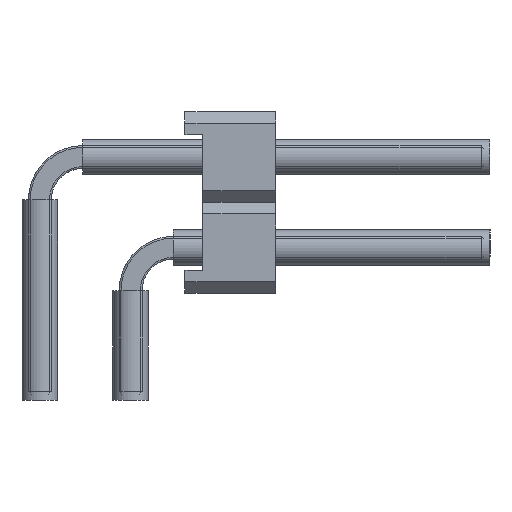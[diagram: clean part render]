
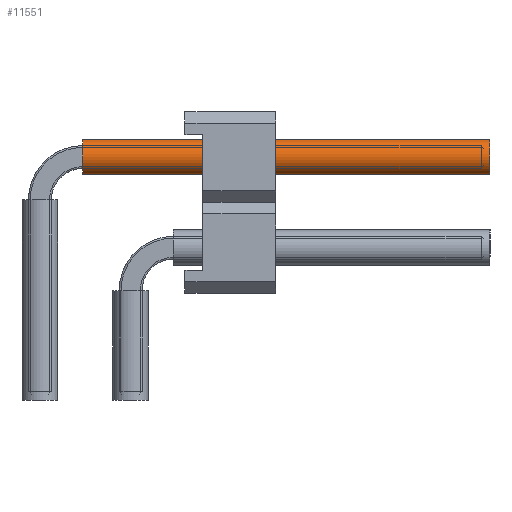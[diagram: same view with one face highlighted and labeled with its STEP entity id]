
A CAD part, left-side view. The second image highlights one B-rep face of the part: STEP entity #11551.
In plain terms, the highlighted cylindrical face has radius 0.5 mm (diameter 1 mm), a full revolution.
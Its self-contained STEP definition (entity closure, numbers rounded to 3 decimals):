
#6344=ORIENTED_EDGE('',*,*,#7992,.F.);
#6345=ORIENTED_EDGE('',*,*,#7993,.T.);
#7992=EDGE_CURVE('',#9088,#9088,#9480,.T.);
#7993=EDGE_CURVE('',#9089,#9089,#9481,.T.);
#9088=VERTEX_POINT('',#19245);
#9089=VERTEX_POINT('',#19247);
#9480=CIRCLE('',#12606,0.5);
#9481=CIRCLE('',#12607,0.5);
#10134=EDGE_LOOP('',(#6344));
#10135=EDGE_LOOP('',(#6345));
#10788=FACE_BOUND('',#10134,.T.);
#10789=FACE_BOUND('',#10135,.T.);
#10989=CYLINDRICAL_SURFACE('',#12605,0.5);
#11551=ADVANCED_FACE('',(#10788,#10789),#10989,.F.);
#12605=AXIS2_PLACEMENT_3D('',#19243,#15848,#15849);
#12606=AXIS2_PLACEMENT_3D('',#19244,#15850,#15851);
#12607=AXIS2_PLACEMENT_3D('',#19246,#15852,#15853);
#15848=DIRECTION('',(1.,0.,0.));
#15849=DIRECTION('',(0.,0.,-1.));
#15850=DIRECTION('',(-1.,0.,0.));
#15851=DIRECTION('',(0.,0.,1.));
#15852=DIRECTION('',(-1.,0.,0.));
#15853=DIRECTION('',(0.,0.,1.));
#19243=CARTESIAN_POINT('',(1.2,0.,6.81));
#19244=CARTESIAN_POINT('',(12.6,0.,6.81));
#19245=CARTESIAN_POINT('',(12.6,0.,7.31));
#19246=CARTESIAN_POINT('',(1.2,0.,6.81));
#19247=CARTESIAN_POINT('',(1.2,0.,7.31));
